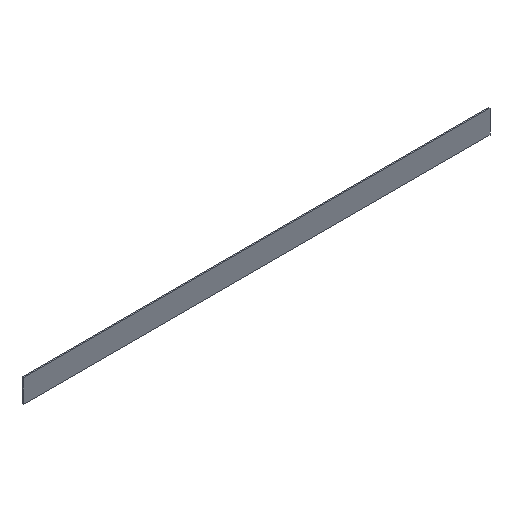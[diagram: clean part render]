
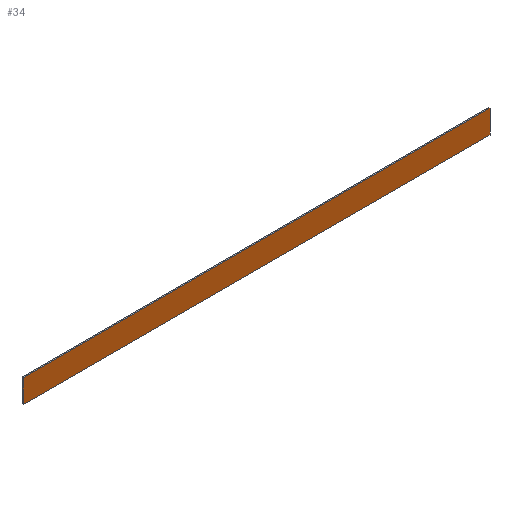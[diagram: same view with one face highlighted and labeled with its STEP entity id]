
A CAD part, isometric view. The second image highlights one B-rep face of the part: STEP entity #34.
In plain terms, the highlighted planar face has unit normal (0, -1, 0).
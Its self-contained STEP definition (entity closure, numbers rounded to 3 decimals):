
#16 = VERTEX_POINT ( 'NONE', #174 ) ;
#17 = FACE_OUTER_BOUND ( 'NONE', #84, .T. ) ;
#19 = LINE ( 'NONE', #138, #64 ) ;
#21 = CARTESIAN_POINT ( 'NONE',  ( -250., 0., -12.5 ) ) ;
#24 = DIRECTION ( 'NONE',  ( 0., -1., 0. ) ) ;
#33 = CARTESIAN_POINT ( 'NONE',  ( 250., 0., 12.5 ) ) ;
#34 = ADVANCED_FACE ( 'NONE', ( #17 ), #69, .T. ) ;
#44 = CARTESIAN_POINT ( 'NONE',  ( 250., 0., -12.5 ) ) ;
#49 = ORIENTED_EDGE ( 'NONE', *, *, #161, .F. ) ;
#56 = LINE ( 'NONE', #76, #93 ) ;
#59 = LINE ( 'NONE', #33, #180 ) ;
#62 = AXIS2_PLACEMENT_3D ( 'NONE', #135, #24, #81 ) ;
#63 = EDGE_CURVE ( 'NONE', #68, #16, #178, .T. ) ;
#64 = VECTOR ( 'NONE', #126, 1000. ) ;
#66 = VERTEX_POINT ( 'NONE', #44 ) ;
#68 = VERTEX_POINT ( 'NONE', #21 ) ;
#69 = PLANE ( 'NONE',  #62 ) ;
#76 = CARTESIAN_POINT ( 'NONE',  ( -250., 0., -12.5 ) ) ;
#81 = DIRECTION ( 'NONE',  ( 0., 0., -1. ) ) ;
#82 = VERTEX_POINT ( 'NONE', #152 ) ;
#84 = EDGE_LOOP ( 'NONE', ( #146, #145, #130, #49 ) ) ;
#88 = EDGE_CURVE ( 'NONE', #16, #82, #19, .T. ) ;
#89 = DIRECTION ( 'NONE',  ( 0., 0., 1. ) ) ;
#93 = VECTOR ( 'NONE', #128, 1000. ) ;
#94 = CARTESIAN_POINT ( 'NONE',  ( -250., 0., 12.5 ) ) ;
#107 = DIRECTION ( 'NONE',  ( 0., 0., -1. ) ) ;
#114 = EDGE_CURVE ( 'NONE', #82, #66, #59, .T. ) ;
#126 = DIRECTION ( 'NONE',  ( 1., 0., 0. ) ) ;
#128 = DIRECTION ( 'NONE',  ( -1., 0., 0. ) ) ;
#130 = ORIENTED_EDGE ( 'NONE', *, *, #63, .F. ) ;
#135 = CARTESIAN_POINT ( 'NONE',  ( 0., 0., 0. ) ) ;
#138 = CARTESIAN_POINT ( 'NONE',  ( -250., 0., 12.5 ) ) ;
#145 = ORIENTED_EDGE ( 'NONE', *, *, #88, .F. ) ;
#146 = ORIENTED_EDGE ( 'NONE', *, *, #114, .F. ) ;
#152 = CARTESIAN_POINT ( 'NONE',  ( 250., 0., 12.5 ) ) ;
#156 = VECTOR ( 'NONE', #89, 1000. ) ;
#161 = EDGE_CURVE ( 'NONE', #66, #68, #56, .T. ) ;
#174 = CARTESIAN_POINT ( 'NONE',  ( -250., 0., 12.5 ) ) ;
#178 = LINE ( 'NONE', #94, #156 ) ;
#180 = VECTOR ( 'NONE', #107, 1000. ) ;
